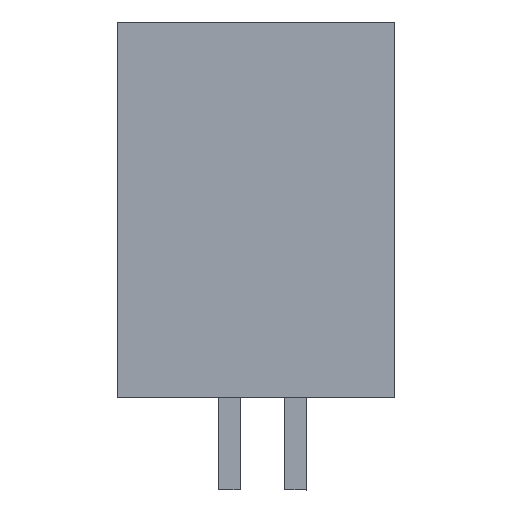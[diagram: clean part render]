
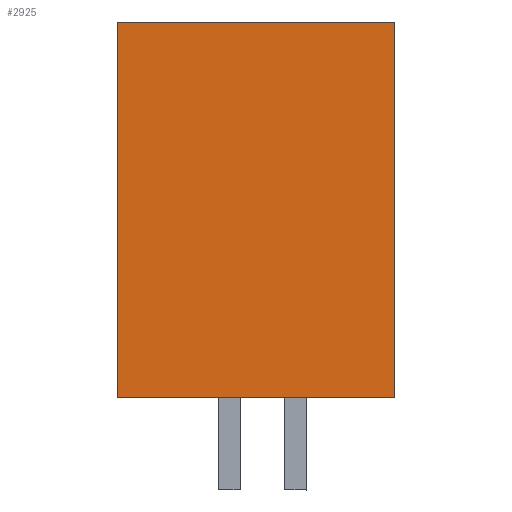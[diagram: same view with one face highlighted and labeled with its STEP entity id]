
A CAD part, left-side view. The second image highlights one B-rep face of the part: STEP entity #2925.
In plain terms, the highlighted planar face has unit normal (-1, 0, 0).
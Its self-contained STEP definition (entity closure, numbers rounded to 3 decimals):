
#2905=AXIS2_PLACEMENT_3D('Plane Axis2P3D',#2902,#2903,#2904) ;
#653=CARTESIAN_POINT('Vertex',(0.,0.,3.5)) ;
#656=CARTESIAN_POINT('Line Origine',(0.,5.25,3.5)) ;
#660=CARTESIAN_POINT('Vertex',(0.,10.5,3.5)) ;
#1554=CARTESIAN_POINT('Line Origine',(0.,0.,10.6)) ;
#1558=CARTESIAN_POINT('Vertex',(0.,0.,17.7)) ;
#2902=CARTESIAN_POINT('Axis2P3D Location',(0.,10.5,0.)) ;
#2907=CARTESIAN_POINT('Line Origine',(0.,10.5,10.6)) ;
#2911=CARTESIAN_POINT('Vertex',(0.,10.5,17.7)) ;
#2914=CARTESIAN_POINT('Line Origine',(0.,5.25,17.7)) ;
#657=DIRECTION('Vector Direction',(0.,-1.,0.)) ;
#1555=DIRECTION('Vector Direction',(0.,0.,1.)) ;
#2903=DIRECTION('Axis2P3D Direction',(-1.,0.,0.)) ;
#2904=DIRECTION('Axis2P3D XDirection',(0.,-1.,0.)) ;
#2908=DIRECTION('Vector Direction',(0.,0.,1.)) ;
#2915=DIRECTION('Vector Direction',(0.,-1.,0.)) ;
#658=VECTOR('Line Direction',#657,1.) ;
#1556=VECTOR('Line Direction',#1555,1.) ;
#2909=VECTOR('Line Direction',#2908,1.) ;
#2916=VECTOR('Line Direction',#2915,1.) ;
#2920=ORIENTED_EDGE('',*,*,#2913,.T.) ;
#2921=ORIENTED_EDGE('',*,*,#662,.T.) ;
#2922=ORIENTED_EDGE('',*,*,#1560,.T.) ;
#2923=ORIENTED_EDGE('',*,*,#2918,.T.) ;
#2925=ADVANCED_FACE('HOUSING',(#2924),#2906,.T.) ;
#662=EDGE_CURVE('',#661,#654,#659,.T.) ;
#1560=EDGE_CURVE('',#654,#1559,#1557,.T.) ;
#2913=EDGE_CURVE('',#2912,#661,#2910,.F.) ;
#2918=EDGE_CURVE('',#1559,#2912,#2917,.F.) ;
#2919=EDGE_LOOP('',(#2920,#2921,#2922,#2923)) ;
#2924=FACE_OUTER_BOUND('',#2919,.T.) ;
#659=LINE('Line',#656,#658) ;
#1557=LINE('Line',#1554,#1556) ;
#2910=LINE('Line',#2907,#2909) ;
#2917=LINE('Line',#2914,#2916) ;
#2906=PLANE('',#2905) ;
#654=VERTEX_POINT('',#653) ;
#661=VERTEX_POINT('',#660) ;
#1559=VERTEX_POINT('',#1558) ;
#2912=VERTEX_POINT('',#2911) ;
